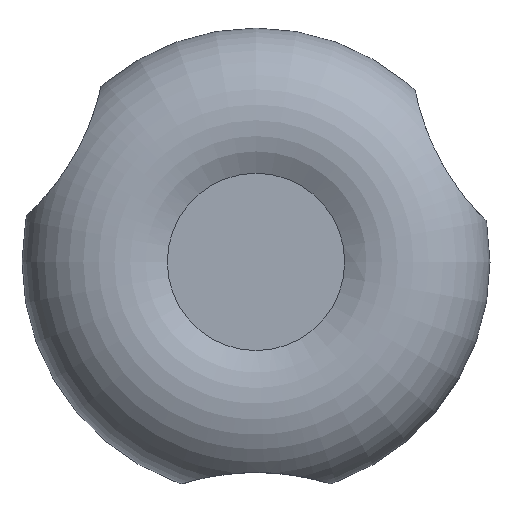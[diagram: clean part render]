
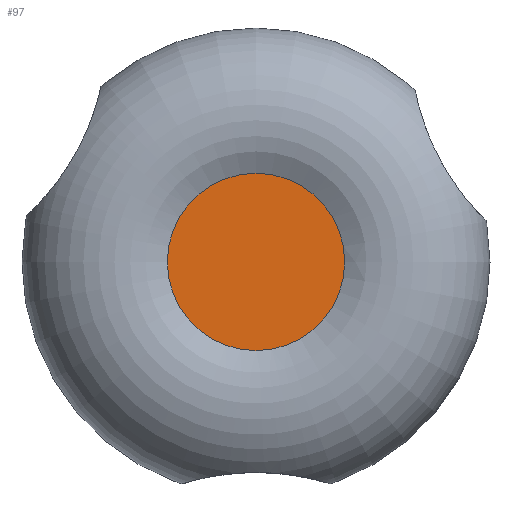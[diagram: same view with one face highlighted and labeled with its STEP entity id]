
A CAD part, top view. The second image highlights one B-rep face of the part: STEP entity #97.
In plain terms, the highlighted planar face has unit normal (0, 0, 1).
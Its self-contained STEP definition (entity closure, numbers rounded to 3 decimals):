
#97 = ADVANCED_FACE( '', ( #224 ), #225, .F. );
#224 = FACE_OUTER_BOUND( '', #382, .T. );
#225 = PLANE( '', #383 );
#382 = EDGE_LOOP( '', ( #610 ) );
#383 = AXIS2_PLACEMENT_3D( '', #611, #612, #613 );
#610 = ORIENTED_EDGE( '', *, *, #859, .T. );
#611 = CARTESIAN_POINT( '', ( 0., 5.683, 21. ) );
#612 = DIRECTION( '', ( 0., 0., -1. ) );
#613 = DIRECTION( '', ( -1., 0., 0. ) );
#859 = EDGE_CURVE( '', #1004, #1004, #1005, .T. );
#1004 = VERTEX_POINT( '', #1445 );
#1005 = CIRCLE( '', #1446, 5.683 );
#1445 = CARTESIAN_POINT( '', ( 5.683, 0., 21. ) );
#1446 = AXIS2_PLACEMENT_3D( '', #1948, #1949, #1950 );
#1948 = CARTESIAN_POINT( '', ( 0., 0., 21. ) );
#1949 = DIRECTION( '', ( 0., 0., 1. ) );
#1950 = DIRECTION( '', ( 1., 0., 0. ) );
